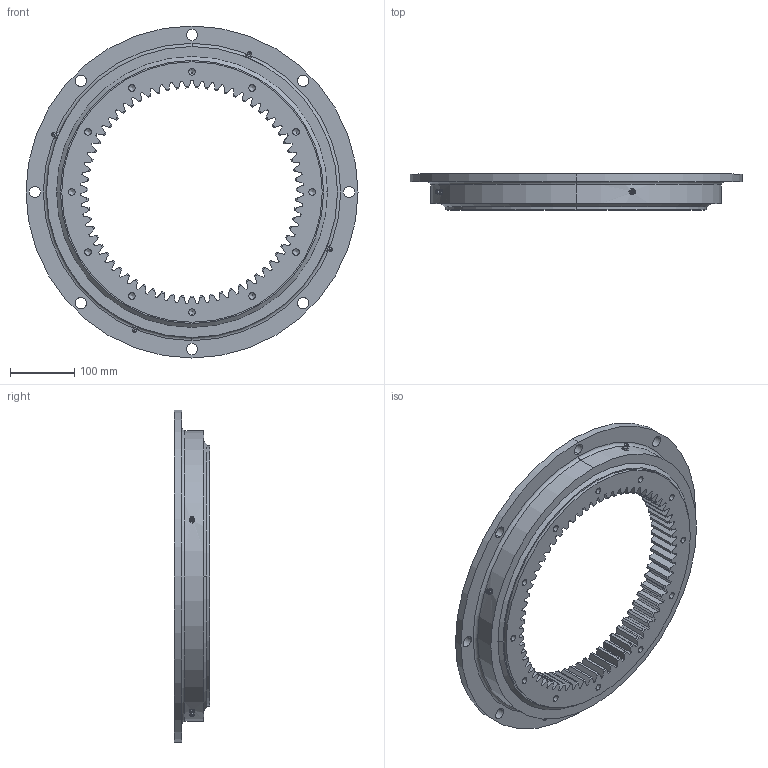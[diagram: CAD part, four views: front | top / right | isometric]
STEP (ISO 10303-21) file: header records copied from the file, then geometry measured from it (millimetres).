
FILE_DESCRIPTION (( 'STEP AP203' ), '1' );
FILE_NAME ('22-0411-01.STEP', '2017-12-27T15:33:29', ( 'defontaine' ), ( 'Hewlett-Packard Company' ), 'SwSTEP 2.0', 'SolidWorks 2016', '' );
FILE_SCHEMA (( 'CONFIG_CONTROL_DESIGN' ));
Length unit declared in the file: millimetre
Products named in the file (1): 22-0411-01
Bounding box: 518 x 56 x 518 mm (x, y, z)
Volume: 3418736.1 mm3; surface area: 645202.7 mm2
Topology: 9 solids, 9 shells, 623 faces, 1707 edges, 1105 vertices
Faces by surface type: cylinder 207, cone 191, plane 187, torus 28, sphere 10
Entity records: 20565 total; most frequent: CARTESIAN_POINT 4724, ORIENTED_EDGE 3356, DIRECTION 3298, EDGE_CURVE 1678, AXIS2_PLACEMENT_3D 1280, VERTEX_POINT 1102, VECTOR 738, LINE 738
